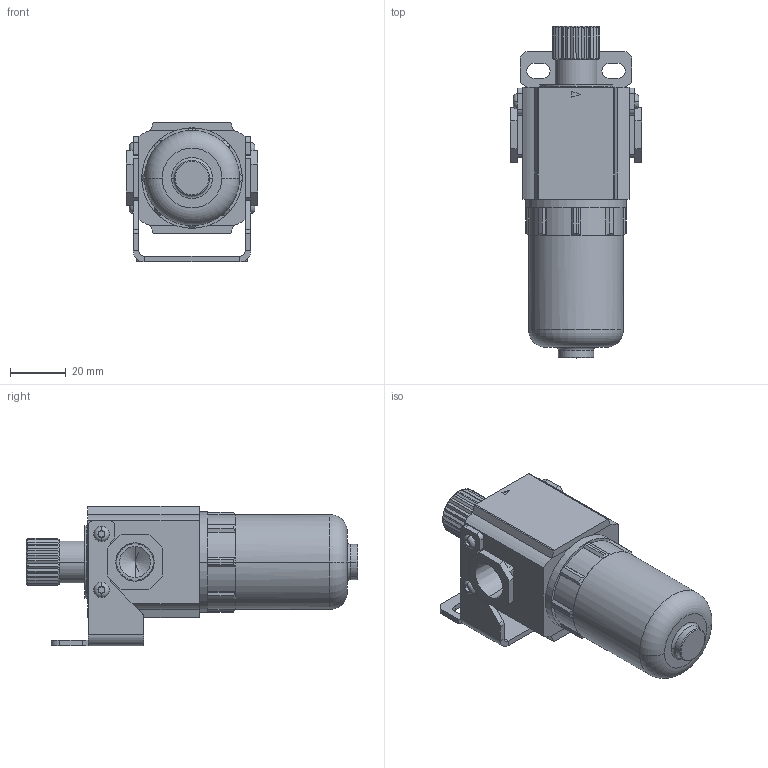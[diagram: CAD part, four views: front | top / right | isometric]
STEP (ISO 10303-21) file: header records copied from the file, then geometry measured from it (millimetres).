
FILE_DESCRIPTION (( 'STEP AP203' ), '1' );
FILE_NAME ('AL-22.step', '2015-11-09T22:40:38', ( '' ), ( '' ), 'SwSTEP 2.0', 'SolidWorks 2015', '' );
FILE_SCHEMA (( 'CONFIG_CONTROL_DESIGN' ));
Length unit declared in the file: millimetre
Products named in the file (1): AL-22
Bounding box: 47 x 118.8 x 50 mm (x, y, z)
Volume: 90210.6 mm3; surface area: 29277.6 mm2
Topology: 7 solids, 7 shells, 508 faces, 1331 edges, 868 vertices
Faces by surface type: plane 299, cylinder 97, bspline 72, torus 20, cone 20
Entity records: 20104 total; most frequent: CARTESIAN_POINT 8026, ORIENTED_EDGE 2654, DIRECTION 2199, EDGE_CURVE 1327, VERTEX_POINT 868, LINE 769, VECTOR 769, AXIS2_PLACEMENT_3D 715
